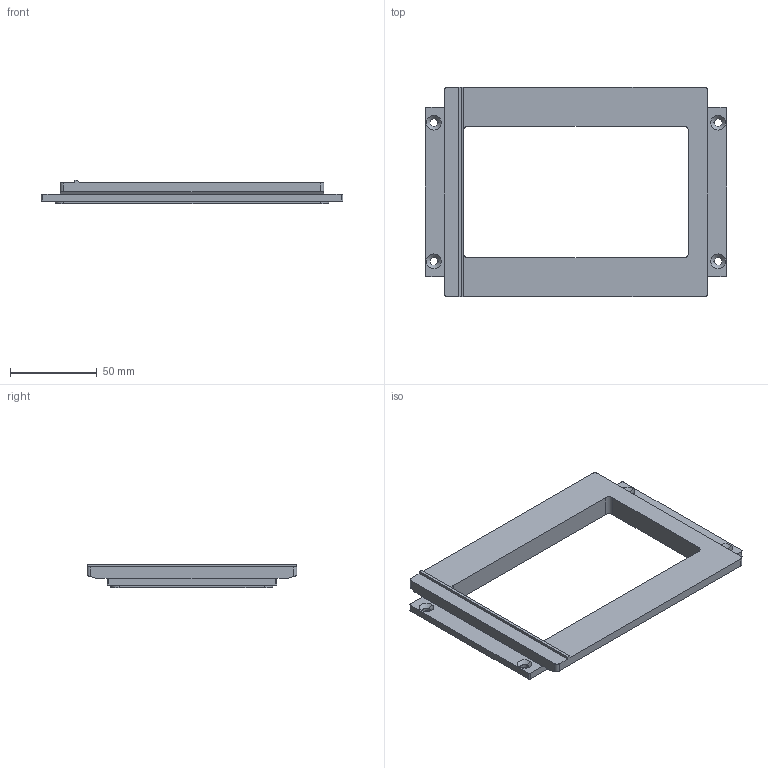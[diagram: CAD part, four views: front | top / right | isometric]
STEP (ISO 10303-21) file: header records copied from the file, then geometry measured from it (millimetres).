
FILE_DESCRIPTION (( 'STEP AP203' ), '1' );
FILE_NAME ('PLATINE-4x5.STEP', '2022-01-29T10:50:17', ( '' ), ( '' ), 'SwSTEP 2.0', 'SolidWorks 2019', '' );
FILE_SCHEMA (( 'CONFIG_CONTROL_DESIGN' ));
Length unit declared in the file: millimetre
Products named in the file (1): PLATINE-4x5
Bounding box: 174 x 121 x 13.5 mm (x, y, z)
Volume: 90252.7 mm3; surface area: 32610.1 mm2
Topology: 1 solids, 1 shells, 61 faces, 163 edges, 104 vertices
Faces by surface type: plane 29, cylinder 24, cone 8
Entity records: 1994 total; most frequent: CARTESIAN_POINT 341, DIRECTION 335, ORIENTED_EDGE 326, EDGE_CURVE 163, AXIS2_PLACEMENT_3D 114, VECTOR 107, LINE 107, VERTEX_POINT 104
